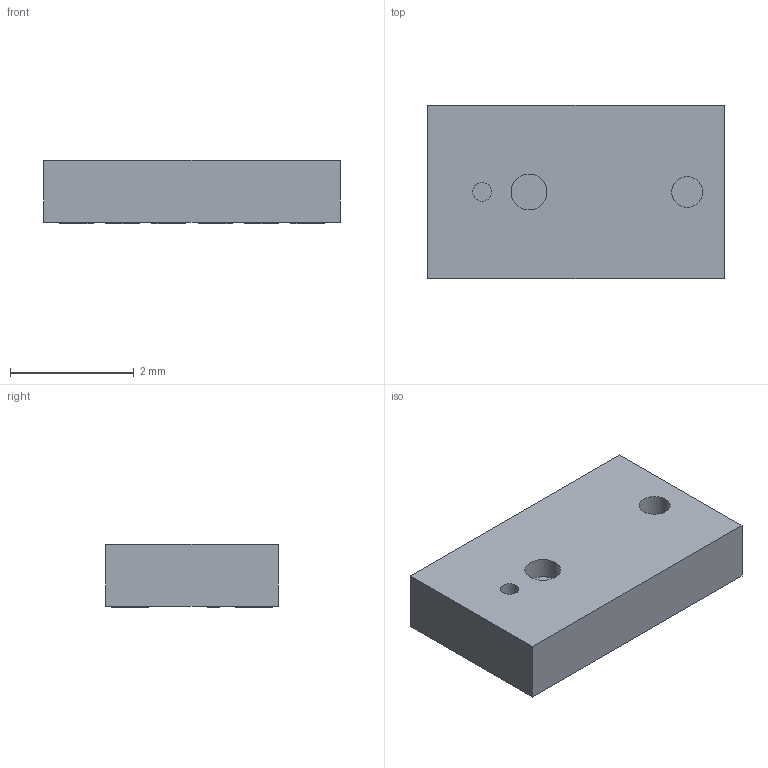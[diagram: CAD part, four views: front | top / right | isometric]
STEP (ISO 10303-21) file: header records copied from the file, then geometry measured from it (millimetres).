
FILE_DESCRIPTION(/* description */ ('Unknown'),/* implementation_level */ '2;1');
FILE_NAME(/* name */ 'VL6180X',/* time_stamp */ '2019-05-03T23:25:20+03:00',/* author */ ('Unknown'),/* organization */ ('Unknown'),/* preprocessor_version */ 'ST-DEVELOPER v16.7',/* originating_system */ 'DEX',/* authorisation */ $);
FILE_SCHEMA (('AUTOMOTIVE_DESIGN {1 0 10303 214 3 1 1}'));
Length unit declared in the file: millimetre
Products named in the file (1): VL6180X
Bounding box: 4.8 x 2.8 x 1.02 mm (x, y, z)
Volume: 13.2 mm3; surface area: 45 mm2
Topology: 1 solids, 1 shells, 76 faces, 174 edges, 116 vertices
Faces by surface type: plane 73, cylinder 3
Full cylindrical faces by diameter (mm): 0.3 x1, 0.5 x1, 0.58 x1
Entity records: 2650 total; most frequent: CARTESIAN_POINT 364, ORIENTED_EDGE 342, DIRECTION 331, EDGE_CURVE 171, LINE 165, VECTOR 165, VERTEX_POINT 116, EDGE_LOOP 95
